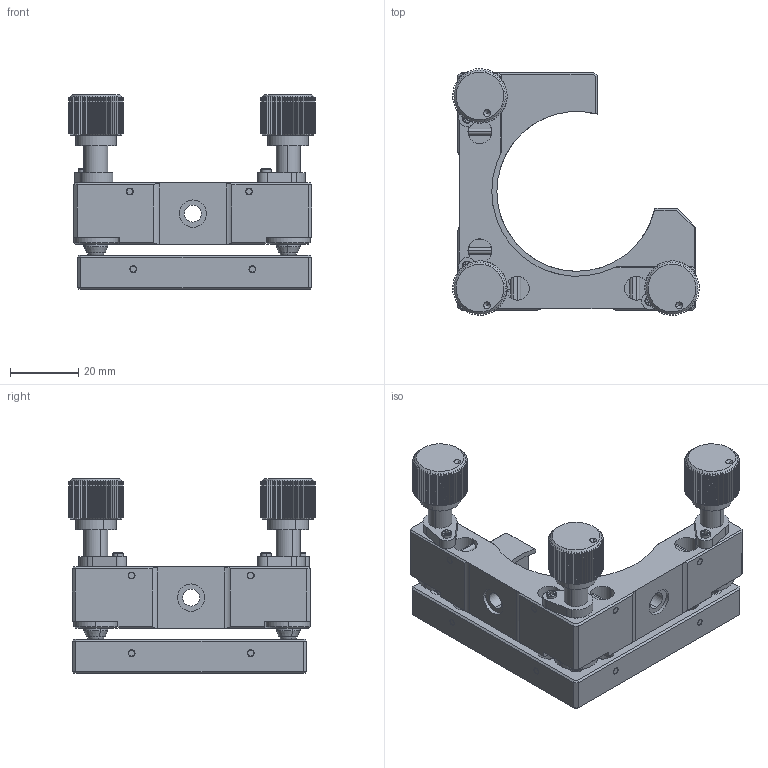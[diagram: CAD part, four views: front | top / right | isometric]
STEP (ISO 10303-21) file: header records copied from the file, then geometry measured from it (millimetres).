
FILE_DESCRIPTION (( 'STEP AP203' ), '1' );
FILE_NAME ('OMHS50-BS.step', '2019-05-09T09:03:47', ( '' ), ( '' ), 'SwSTEP 2.0', 'SolidWorks 2016', '' );
FILE_SCHEMA (( 'CONFIG_CONTROL_DESIGN' ));
Length unit declared in the file: millimetre
Products named in the file (1): OMHS50-BS
Bounding box: 72.5 x 72.5 x 57.3 mm (x, y, z)
Surface area: 26122 mm2 (no closed solid volume)
Topology: 0 solids, 37 shells, 1063 faces, 2960 edges, 1927 vertices
Faces by surface type: plane 523, cylinder 302, cone 232, torus 6
Entity records: 35111 total; most frequent: CARTESIAN_POINT 8887, ORIENTED_EDGE 5448, DIRECTION 5188, EDGE_CURVE 2954, AXIS2_PLACEMENT_3D 1950, VERTEX_POINT 1927, LINE 1288, VECTOR 1288
